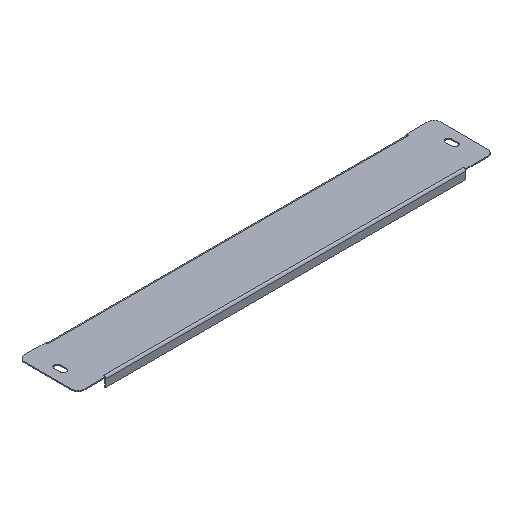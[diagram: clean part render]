
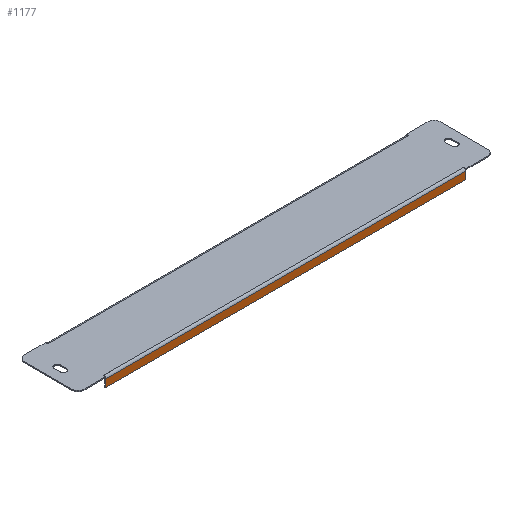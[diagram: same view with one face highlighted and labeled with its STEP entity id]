
A CAD part, isometric view. The second image highlights one B-rep face of the part: STEP entity #1177.
In plain terms, the highlighted planar face has unit normal (0, -1, 0).
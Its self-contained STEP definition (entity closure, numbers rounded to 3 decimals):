
#64 = DIRECTION ( 'NONE',  ( 0., 0., -1. ) ) ;
#79 = VERTEX_POINT ( 'NONE', #1266 ) ;
#85 = EDGE_CURVE ( 'NONE', #469, #709, #228, .T. ) ;
#118 = DIRECTION ( 'NONE',  ( -1., 0., 0. ) ) ;
#121 = EDGE_CURVE ( 'NONE', #862, #469, #1110, .T. ) ;
#177 = ORIENTED_EDGE ( 'NONE', *, *, #376, .F. ) ;
#215 = ORIENTED_EDGE ( 'NONE', *, *, #121, .F. ) ;
#228 = LINE ( 'NONE', #755, #400 ) ;
#323 = ORIENTED_EDGE ( 'NONE', *, *, #585, .F. ) ;
#360 = CARTESIAN_POINT ( 'NONE',  ( 149.5, -24.7, -0.8 ) ) ;
#376 = EDGE_CURVE ( 'NONE', #709, #79, #1294, .T. ) ;
#400 = VECTOR ( 'NONE', #975, 1000. ) ;
#469 = VERTEX_POINT ( 'NONE', #1250 ) ;
#512 = CARTESIAN_POINT ( 'NONE',  ( 149.5, -24.7, -8. ) ) ;
#538 = CARTESIAN_POINT ( 'NONE',  ( 149.5, -24.7, -1.8 ) ) ;
#542 = PLANE ( 'NONE',  #1132 ) ;
#562 = DIRECTION ( 'NONE',  ( 0., 0., 1. ) ) ;
#570 = CARTESIAN_POINT ( 'NONE',  ( -149.5, -24.7, -8. ) ) ;
#585 = EDGE_CURVE ( 'NONE', #79, #862, #934, .T. ) ;
#590 = DIRECTION ( 'NONE',  ( 0., 0., 1. ) ) ;
#663 = DIRECTION ( 'NONE',  ( 0., 1., 0. ) ) ;
#709 = VERTEX_POINT ( 'NONE', #538 ) ;
#722 = ORIENTED_EDGE ( 'NONE', *, *, #85, .F. ) ;
#749 = VECTOR ( 'NONE', #118, 1000. ) ;
#755 = CARTESIAN_POINT ( 'NONE',  ( 149.5, -24.7, -1.8 ) ) ;
#844 = CARTESIAN_POINT ( 'NONE',  ( -149.5, -24.7, -8. ) ) ;
#858 = CARTESIAN_POINT ( 'NONE',  ( 0., -24.7, 0. ) ) ;
#862 = VERTEX_POINT ( 'NONE', #844 ) ;
#934 = LINE ( 'NONE', #512, #749 ) ;
#975 = DIRECTION ( 'NONE',  ( 1., 0., 0. ) ) ;
#983 = FACE_OUTER_BOUND ( 'NONE', #1318, .T. ) ;
#1039 = VECTOR ( 'NONE', #590, 1000. ) ;
#1110 = LINE ( 'NONE', #570, #1039 ) ;
#1132 = AXIS2_PLACEMENT_3D ( 'NONE', #858, #663, #562 ) ;
#1177 = ADVANCED_FACE ( 'NONE', ( #983 ), #542, .F. ) ;
#1250 = CARTESIAN_POINT ( 'NONE',  ( -149.5, -24.7, -1.8 ) ) ;
#1266 = CARTESIAN_POINT ( 'NONE',  ( 149.5, -24.7, -8. ) ) ;
#1294 = LINE ( 'NONE', #360, #1330 ) ;
#1318 = EDGE_LOOP ( 'NONE', ( #722, #215, #323, #177 ) ) ;
#1330 = VECTOR ( 'NONE', #64, 1000. ) ;
